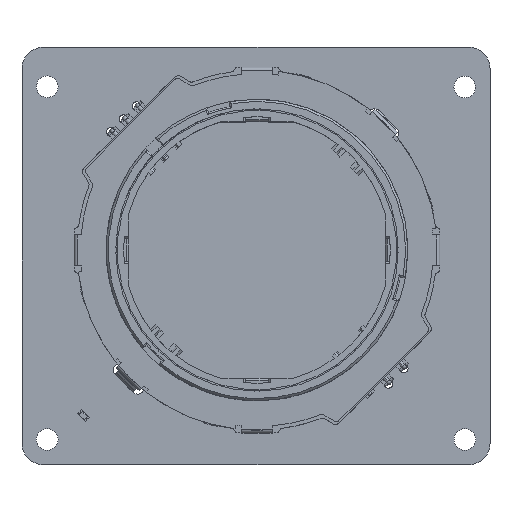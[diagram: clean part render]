
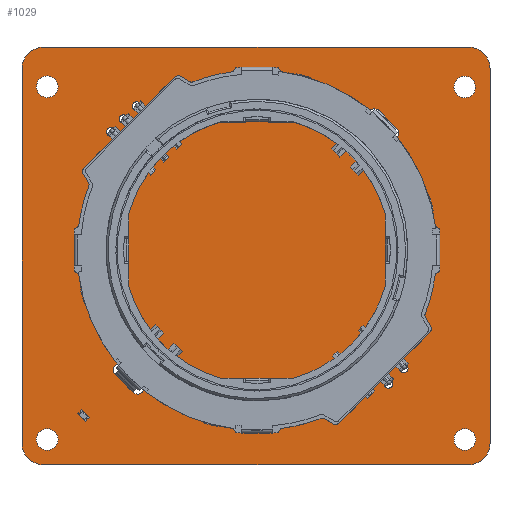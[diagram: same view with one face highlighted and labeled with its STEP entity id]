
A CAD part, top view. The second image highlights one B-rep face of the part: STEP entity #1029.
In plain terms, the highlighted planar face has unit normal (0, 0, 1).
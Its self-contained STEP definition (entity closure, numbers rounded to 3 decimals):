
#100 = VERTEX_POINT('',#101);
#101 = CARTESIAN_POINT('',(-3.5,-0.51,0.411));
#107 = EDGE_CURVE('',#100,#108,#110,.T.);
#108 = VERTEX_POINT('',#109);
#109 = CARTESIAN_POINT('',(-3.5,51.502,0.411));
#110 = LINE('',#111,#112);
#111 = CARTESIAN_POINT('',(-3.5,-0.51,0.411));
#112 = VECTOR('',#113,1.);
#113 = DIRECTION('',(0.,1.,0.));
#138 = EDGE_CURVE('',#108,#139,#141,.T.);
#139 = VERTEX_POINT('',#140);
#140 = CARTESIAN_POINT('',(-0.503,54.499,0.411));
#141 = CIRCLE('',#142,2.998);
#142 = AXIS2_PLACEMENT_3D('',#143,#144,#145);
#143 = CARTESIAN_POINT('',(-0.502,51.501,0.411));
#144 = DIRECTION('',(0.,0.,-1.));
#145 = DIRECTION('',(-1.,0.,0.));
#171 = EDGE_CURVE('',#139,#172,#174,.T.);
#172 = VERTEX_POINT('',#173);
#173 = CARTESIAN_POINT('',(58.501,54.499,0.411));
#174 = LINE('',#175,#176);
#175 = CARTESIAN_POINT('',(-0.503,54.499,0.411));
#176 = VECTOR('',#177,1.);
#177 = DIRECTION('',(1.,0.,0.));
#202 = EDGE_CURVE('',#172,#203,#205,.T.);
#203 = VERTEX_POINT('',#204);
#204 = CARTESIAN_POINT('',(61.499,51.502,0.411));
#205 = CIRCLE('',#206,2.998);
#206 = AXIS2_PLACEMENT_3D('',#207,#208,#209);
#207 = CARTESIAN_POINT('',(58.501,51.501,0.411));
#208 = DIRECTION('',(0.,0.,-1.));
#209 = DIRECTION('',(0.,1.,0.));
#235 = EDGE_CURVE('',#203,#236,#238,.T.);
#236 = VERTEX_POINT('',#237);
#237 = CARTESIAN_POINT('',(61.499,-0.51,0.411));
#238 = LINE('',#239,#240);
#239 = CARTESIAN_POINT('',(61.499,51.502,0.411));
#240 = VECTOR('',#241,1.);
#241 = DIRECTION('',(0.,-1.,0.));
#266 = EDGE_CURVE('',#236,#267,#269,.T.);
#267 = VERTEX_POINT('',#268);
#268 = CARTESIAN_POINT('',(58.501,-3.508,0.411));
#269 = CIRCLE('',#270,2.998);
#270 = AXIS2_PLACEMENT_3D('',#271,#272,#273);
#271 = CARTESIAN_POINT('',(58.501,-0.51,0.411));
#272 = DIRECTION('',(0.,0.,-1.));
#273 = DIRECTION('',(1.,0.,0.));
#299 = EDGE_CURVE('',#267,#300,#302,.T.);
#300 = VERTEX_POINT('',#301);
#301 = CARTESIAN_POINT('',(-0.503,-3.508,0.411));
#302 = LINE('',#303,#304);
#303 = CARTESIAN_POINT('',(58.501,-3.508,0.411));
#304 = VECTOR('',#305,1.);
#305 = DIRECTION('',(-1.,0.,0.));
#330 = EDGE_CURVE('',#300,#100,#331,.T.);
#331 = CIRCLE('',#332,2.998);
#332 = AXIS2_PLACEMENT_3D('',#333,#334,#335);
#333 = CARTESIAN_POINT('',(-0.502,-0.51,0.411));
#334 = DIRECTION('',(0.,0.,-1.));
#335 = DIRECTION('',(0.,-1.,-0.));
#356 = VERTEX_POINT('',#357);
#357 = CARTESIAN_POINT('',(1.5,0.,0.411));
#363 = EDGE_CURVE('',#356,#356,#364,.T.);
#364 = CIRCLE('',#365,1.5);
#365 = AXIS2_PLACEMENT_3D('',#366,#367,#368);
#366 = CARTESIAN_POINT('',(0.,0.,0.411));
#367 = DIRECTION('',(0.,0.,1.));
#368 = DIRECTION('',(1.,0.,-0.));
#389 = VERTEX_POINT('',#390);
#390 = CARTESIAN_POINT('',(9.456,9.045,0.411));
#396 = EDGE_CURVE('',#389,#397,#399,.T.);
#397 = VERTEX_POINT('',#398);
#398 = CARTESIAN_POINT('',(11.931,6.57,0.411));
#399 = LINE('',#400,#401);
#400 = CARTESIAN_POINT('',(9.456,9.045,0.411));
#401 = VECTOR('',#402,1.);
#402 = DIRECTION('',(0.707,-0.707,0.));
#427 = EDGE_CURVE('',#397,#428,#430,.T.);
#428 = VERTEX_POINT('',#429);
#429 = CARTESIAN_POINT('',(13.204,7.843,0.411));
#430 = CIRCLE('',#431,0.9);
#431 = AXIS2_PLACEMENT_3D('',#432,#433,#434);
#432 = CARTESIAN_POINT('',(12.567,7.207,0.411));
#433 = DIRECTION('',(0.,0.,1.));
#434 = DIRECTION('',(-0.707,-0.707,0.));
#460 = EDGE_CURVE('',#428,#461,#463,.T.);
#461 = VERTEX_POINT('',#462);
#462 = CARTESIAN_POINT('',(10.729,10.318,0.411));
#463 = LINE('',#464,#465);
#464 = CARTESIAN_POINT('',(13.204,7.843,0.411));
#465 = VECTOR('',#466,1.);
#466 = DIRECTION('',(-0.707,0.707,0.));
#491 = EDGE_CURVE('',#461,#389,#492,.T.);
#492 = CIRCLE('',#493,0.9);
#493 = AXIS2_PLACEMENT_3D('',#494,#495,#496);
#494 = CARTESIAN_POINT('',(10.092,9.682,0.411));
#495 = DIRECTION('',(0.,0.,1.));
#496 = DIRECTION('',(0.707,0.707,-0.));
#517 = VERTEX_POINT('',#518);
#518 = CARTESIAN_POINT('',(9.427,42.711,0.411));
#524 = EDGE_CURVE('',#517,#517,#525,.T.);
#525 = CIRCLE('',#526,0.6);
#526 = AXIS2_PLACEMENT_3D('',#527,#528,#529);
#527 = CARTESIAN_POINT('',(8.827,42.711,0.411));
#528 = DIRECTION('',(0.,0.,1.));
#529 = DIRECTION('',(1.,0.,-0.));
#550 = VERTEX_POINT('',#551);
#551 = CARTESIAN_POINT('',(1.5,49.,0.411));
#557 = EDGE_CURVE('',#550,#550,#558,.T.);
#558 = CIRCLE('',#559,1.5);
#559 = AXIS2_PLACEMENT_3D('',#560,#561,#562);
#560 = CARTESIAN_POINT('',(0.,49.,0.411));
#561 = DIRECTION('',(0.,0.,1.));
#562 = DIRECTION('',(1.,0.,-0.));
#583 = VERTEX_POINT('',#584);
#584 = CARTESIAN_POINT('',(11.223,44.507,0.411));
#590 = EDGE_CURVE('',#583,#583,#591,.T.);
#591 = CIRCLE('',#592,0.6);
#592 = AXIS2_PLACEMENT_3D('',#593,#594,#595);
#593 = CARTESIAN_POINT('',(10.623,44.507,0.411));
#594 = DIRECTION('',(0.,0.,1.));
#595 = DIRECTION('',(1.,0.,-0.));
#616 = VERTEX_POINT('',#617);
#617 = CARTESIAN_POINT('',(13.019,46.303,0.411));
#623 = EDGE_CURVE('',#616,#616,#624,.T.);
#624 = CIRCLE('',#625,0.6);
#625 = AXIS2_PLACEMENT_3D('',#626,#627,#628);
#626 = CARTESIAN_POINT('',(12.419,46.303,0.411));
#627 = DIRECTION('',(0.,0.,1.));
#628 = DIRECTION('',(1.,0.,-0.));
#649 = VERTEX_POINT('',#650);
#650 = CARTESIAN_POINT('',(47.992,7.737,0.411));
#656 = EDGE_CURVE('',#649,#649,#657,.T.);
#657 = CIRCLE('',#658,0.6);
#658 = AXIS2_PLACEMENT_3D('',#659,#660,#661);
#659 = CARTESIAN_POINT('',(47.392,7.737,0.411));
#660 = DIRECTION('',(0.,0.,1.));
#661 = DIRECTION('',(1.,0.,-0.));
#682 = VERTEX_POINT('',#683);
#683 = CARTESIAN_POINT('',(59.5,0.,0.411));
#689 = EDGE_CURVE('',#682,#682,#690,.T.);
#690 = CIRCLE('',#691,1.5);
#691 = AXIS2_PLACEMENT_3D('',#692,#693,#694);
#692 = CARTESIAN_POINT('',(58.,0.,0.411));
#693 = DIRECTION('',(0.,0.,1.));
#694 = DIRECTION('',(1.,0.,-0.));
#715 = VERTEX_POINT('',#716);
#716 = CARTESIAN_POINT('',(50.114,9.858,0.411));
#722 = EDGE_CURVE('',#715,#715,#723,.T.);
#723 = CIRCLE('',#724,0.6);
#724 = AXIS2_PLACEMENT_3D('',#725,#726,#727);
#725 = CARTESIAN_POINT('',(49.514,9.858,0.411));
#726 = DIRECTION('',(0.,0.,1.));
#727 = DIRECTION('',(1.,0.,-0.));
#748 = VERTEX_POINT('',#749);
#749 = CARTESIAN_POINT('',(45.226,10.919,0.411));
#755 = EDGE_CURVE('',#748,#748,#756,.T.);
#756 = CIRCLE('',#757,1.016);
#757 = AXIS2_PLACEMENT_3D('',#758,#759,#760);
#758 = CARTESIAN_POINT('',(44.21,10.919,0.411));
#759 = DIRECTION('',(0.,0.,1.));
#760 = DIRECTION('',(1.,0.,-0.));
#781 = VERTEX_POINT('',#782);
#782 = CARTESIAN_POINT('',(14.821,41.325,0.411));
#788 = EDGE_CURVE('',#781,#781,#789,.T.);
#789 = CIRCLE('',#790,1.016);
#790 = AXIS2_PLACEMENT_3D('',#791,#792,#793);
#791 = CARTESIAN_POINT('',(13.805,41.325,0.411));
#792 = DIRECTION('',(0.,0.,1.));
#793 = DIRECTION('',(1.,0.,-0.));
#814 = VERTEX_POINT('',#815);
#815 = CARTESIAN_POINT('',(44.811,44.401,0.411));
#821 = EDGE_CURVE('',#814,#822,#824,.T.);
#822 = VERTEX_POINT('',#823);
#823 = CARTESIAN_POINT('',(47.286,41.926,0.411));
#824 = LINE('',#825,#826);
#825 = CARTESIAN_POINT('',(44.811,44.401,0.411));
#826 = VECTOR('',#827,1.);
#827 = DIRECTION('',(0.707,-0.707,0.));
#852 = EDGE_CURVE('',#822,#853,#855,.T.);
#853 = VERTEX_POINT('',#854);
#854 = CARTESIAN_POINT('',(48.559,43.198,0.411));
#855 = CIRCLE('',#856,0.9);
#856 = AXIS2_PLACEMENT_3D('',#857,#858,#859);
#857 = CARTESIAN_POINT('',(47.923,42.562,0.411));
#858 = DIRECTION('',(0.,0.,1.));
#859 = DIRECTION('',(-0.707,-0.707,0.));
#885 = EDGE_CURVE('',#853,#886,#888,.T.);
#886 = VERTEX_POINT('',#887);
#887 = CARTESIAN_POINT('',(46.084,45.673,0.411));
#888 = LINE('',#889,#890);
#889 = CARTESIAN_POINT('',(48.559,43.198,0.411));
#890 = VECTOR('',#891,1.);
#891 = DIRECTION('',(-0.707,0.707,0.));
#916 = EDGE_CURVE('',#886,#814,#917,.T.);
#917 = CIRCLE('',#918,0.9);
#918 = AXIS2_PLACEMENT_3D('',#919,#920,#921);
#919 = CARTESIAN_POINT('',(45.448,45.037,0.411));
#920 = DIRECTION('',(0.,0.,1.));
#921 = DIRECTION('',(0.707,0.707,-0.));
#942 = VERTEX_POINT('',#943);
#943 = CARTESIAN_POINT('',(59.49,48.96,0.411));
#949 = EDGE_CURVE('',#942,#942,#950,.T.);
#950 = CIRCLE('',#951,1.5);
#951 = AXIS2_PLACEMENT_3D('',#952,#953,#954);
#952 = CARTESIAN_POINT('',(57.99,48.96,0.411));
#953 = DIRECTION('',(0.,0.,1.));
#954 = DIRECTION('',(1.,0.,-0.));
#1029 = ADVANCED_FACE('',(#1030,#1040,#1043,#1049,#1052,#1055,#1058,
    #1061,#1064,#1067,#1070,#1073,#1076,#1082),#1085,.F.);
#1030 = FACE_BOUND('',#1031,.F.);
#1031 = EDGE_LOOP('',(#1032,#1033,#1034,#1035,#1036,#1037,#1038,#1039));
#1032 = ORIENTED_EDGE('',*,*,#107,.T.);
#1033 = ORIENTED_EDGE('',*,*,#138,.T.);
#1034 = ORIENTED_EDGE('',*,*,#171,.T.);
#1035 = ORIENTED_EDGE('',*,*,#202,.T.);
#1036 = ORIENTED_EDGE('',*,*,#235,.T.);
#1037 = ORIENTED_EDGE('',*,*,#266,.T.);
#1038 = ORIENTED_EDGE('',*,*,#299,.T.);
#1039 = ORIENTED_EDGE('',*,*,#330,.T.);
#1040 = FACE_BOUND('',#1041,.T.);
#1041 = EDGE_LOOP('',(#1042));
#1042 = ORIENTED_EDGE('',*,*,#363,.T.);
#1043 = FACE_BOUND('',#1044,.T.);
#1044 = EDGE_LOOP('',(#1045,#1046,#1047,#1048));
#1045 = ORIENTED_EDGE('',*,*,#396,.T.);
#1046 = ORIENTED_EDGE('',*,*,#427,.T.);
#1047 = ORIENTED_EDGE('',*,*,#460,.T.);
#1048 = ORIENTED_EDGE('',*,*,#491,.T.);
#1049 = FACE_BOUND('',#1050,.T.);
#1050 = EDGE_LOOP('',(#1051));
#1051 = ORIENTED_EDGE('',*,*,#524,.T.);
#1052 = FACE_BOUND('',#1053,.T.);
#1053 = EDGE_LOOP('',(#1054));
#1054 = ORIENTED_EDGE('',*,*,#557,.T.);
#1055 = FACE_BOUND('',#1056,.T.);
#1056 = EDGE_LOOP('',(#1057));
#1057 = ORIENTED_EDGE('',*,*,#590,.T.);
#1058 = FACE_BOUND('',#1059,.T.);
#1059 = EDGE_LOOP('',(#1060));
#1060 = ORIENTED_EDGE('',*,*,#623,.T.);
#1061 = FACE_BOUND('',#1062,.T.);
#1062 = EDGE_LOOP('',(#1063));
#1063 = ORIENTED_EDGE('',*,*,#656,.T.);
#1064 = FACE_BOUND('',#1065,.T.);
#1065 = EDGE_LOOP('',(#1066));
#1066 = ORIENTED_EDGE('',*,*,#689,.T.);
#1067 = FACE_BOUND('',#1068,.T.);
#1068 = EDGE_LOOP('',(#1069));
#1069 = ORIENTED_EDGE('',*,*,#722,.T.);
#1070 = FACE_BOUND('',#1071,.T.);
#1071 = EDGE_LOOP('',(#1072));
#1072 = ORIENTED_EDGE('',*,*,#755,.T.);
#1073 = FACE_BOUND('',#1074,.T.);
#1074 = EDGE_LOOP('',(#1075));
#1075 = ORIENTED_EDGE('',*,*,#788,.T.);
#1076 = FACE_BOUND('',#1077,.T.);
#1077 = EDGE_LOOP('',(#1078,#1079,#1080,#1081));
#1078 = ORIENTED_EDGE('',*,*,#821,.T.);
#1079 = ORIENTED_EDGE('',*,*,#852,.T.);
#1080 = ORIENTED_EDGE('',*,*,#885,.T.);
#1081 = ORIENTED_EDGE('',*,*,#916,.T.);
#1082 = FACE_BOUND('',#1083,.T.);
#1083 = EDGE_LOOP('',(#1084));
#1084 = ORIENTED_EDGE('',*,*,#949,.T.);
#1085 = PLANE('',#1086);
#1086 = AXIS2_PLACEMENT_3D('',#1087,#1088,#1089);
#1087 = CARTESIAN_POINT('',(28.999,25.496,0.411));
#1088 = DIRECTION('',(-0.,-0.,-1.));
#1089 = DIRECTION('',(-1.,0.,0.));
